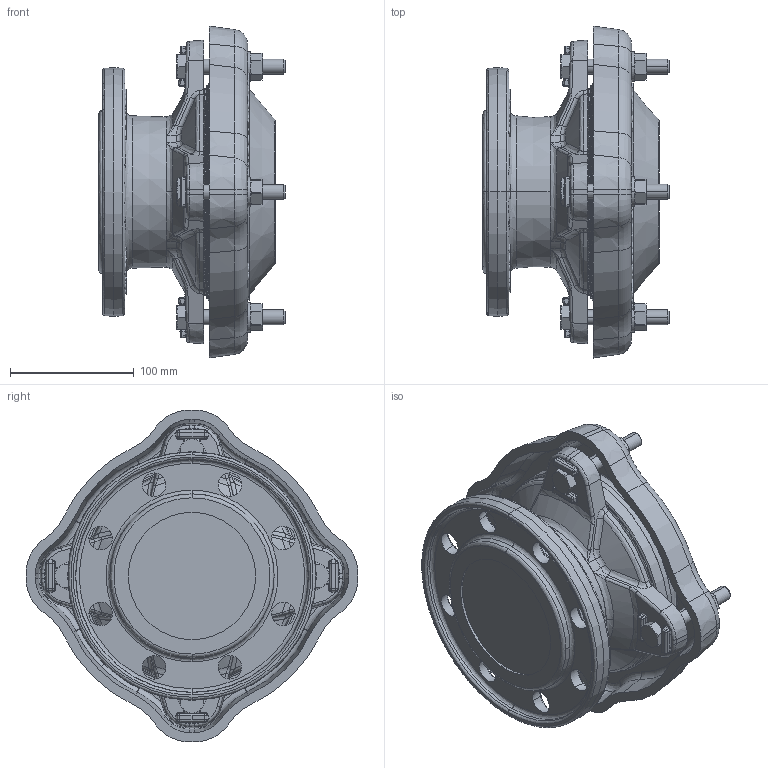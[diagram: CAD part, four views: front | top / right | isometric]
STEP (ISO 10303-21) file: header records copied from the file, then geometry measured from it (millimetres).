
FILE_DESCRIPTION (( 'STEP AP214' ), '1' );
FILE_NAME ('Junta Flange Mult GFIX DN80x78-103.STEP', '2014-10-28T09:31:05', ( '' ), ( '' ), 'SwSTEP 2.0', 'SolidWorks 2014', '' );
FILE_SCHEMA (( 'AUTOMOTIVE_DESIGN' ));
Length unit declared in the file: millimetre
Products named in the file (1): Junta Flange Mult GFIX DN80x78-103
Bounding box: 150.63 x 268.71 x 268.71 mm (x, y, z)
Volume: 2986703 mm3; surface area: 276354.2 mm2
Topology: 13 solids, 13 shells, 2281 faces, 5787 edges, 3635 vertices
Faces by surface type: bspline 1478, plane 471, cone 215, cylinder 104, torus 13
Entity records: 213484 total; most frequent: CARTESIAN_POINT 168222, ORIENTED_EDGE 11558, EDGE_CURVE 5779, DIRECTION 4111, B_SPLINE_CURVE_WITH_KNOTS 3797, VERTEX_POINT 3635, EDGE_LOOP 2440, FACE_OUTER_BOUND 2281
